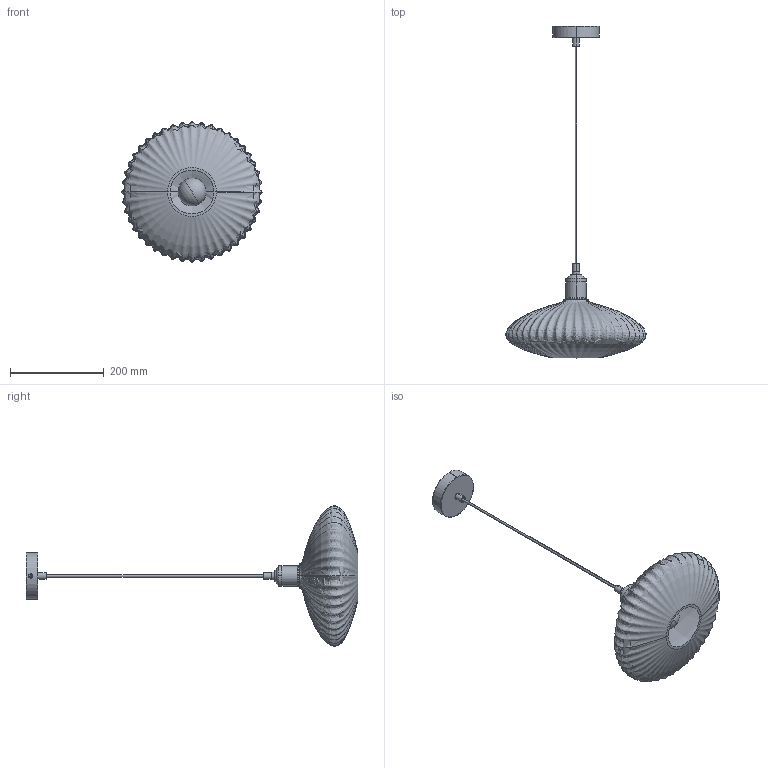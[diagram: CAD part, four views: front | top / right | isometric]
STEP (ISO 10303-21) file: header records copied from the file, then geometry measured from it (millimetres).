
FILE_DESCRIPTION (( 'STEP AP203' ), '1' );
FILE_NAME ('FP 742._exported.step', '2025-02-09T09:03:25', ( '' ), ( '' ), 'SwSTEP 2.0', 'SolidWorks 2023', '' );
FILE_SCHEMA (( 'CONFIG_CONTROL_DESIGN' ));
Length unit declared in the file: millimetre
Products named in the file (1): FP 742._exported
Bounding box: 299.99 x 710 x 299.99 mm (x, y, z)
Surface area: 386816.4 mm2 (no closed solid volume)
Topology: 0 solids, 16 shells, 122 faces, 525 edges, 414 vertices
Faces by surface type: cylinder 46, plane 34, torus 18, cone 10, sphere 10, bspline 4
Entity records: 56290 total; most frequent: CARTESIAN_POINT 52149, ORIENTED_EDGE 924, DIRECTION 719, EDGE_CURVE 520, VERTEX_POINT 411, AXIS2_PLACEMENT_3D 302, B_SPLINE_CURVE_WITH_KNOTS 222, CIRCLE 183
